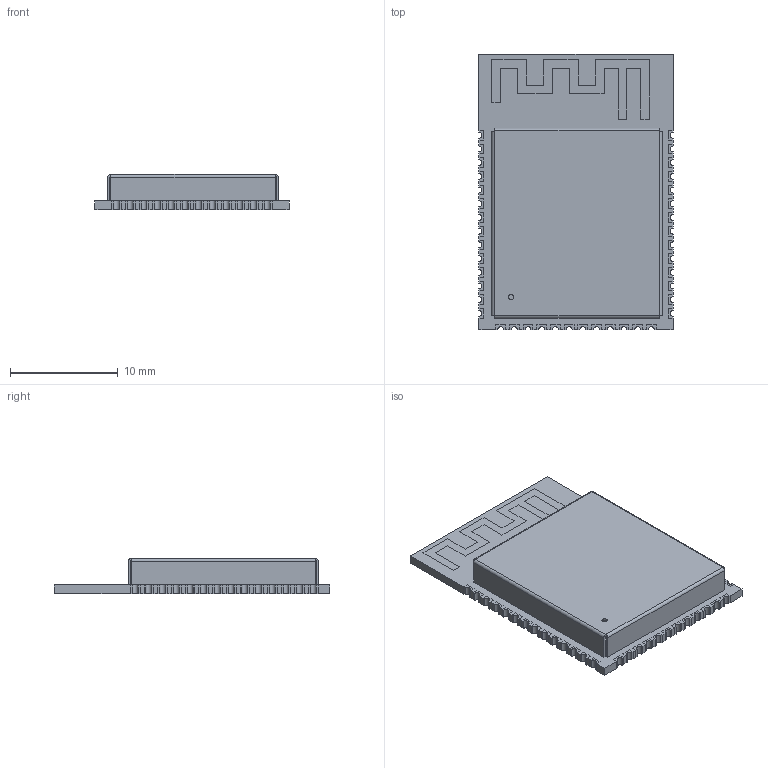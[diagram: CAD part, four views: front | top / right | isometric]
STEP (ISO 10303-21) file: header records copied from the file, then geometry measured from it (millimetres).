
FILE_DESCRIPTION(('FreeCAD Model'),'2;1');
FILE_NAME('Open CASCADE Shape Model','2023-09-16T14:24:21',( 'kicad StepUp'),('ksu MCAD'),'Open CASCADE STEP processor 7.6', 'FreeCAD','Unknown');
FILE_SCHEMA(('AUTOMOTIVE_DESIGN { 1 0 10303 214 1 1 1 1 }'));
Length unit declared in the file: millimetre
Products named in the file (1): ESP32-S3-WROOM-1
Bounding box: 18 x 25.5 x 3.25 mm (x, y, z)
Volume: 447.2 mm3; surface area: 1817.1 mm2
Topology: 1 solids, 1 shells, 284 faces, 886 edges, 612 vertices
Faces by surface type: plane 234, cylinder 50
Entity records: 11852 total; most frequent: CARTESIAN_POINT 1783, ORIENTED_EDGE 1772, DIRECTION 1556, EDGE_CURVE 886, LINE 786, VECTOR 786, VERTEX_POINT 612, AXIS2_PLACEMENT_3D 385
